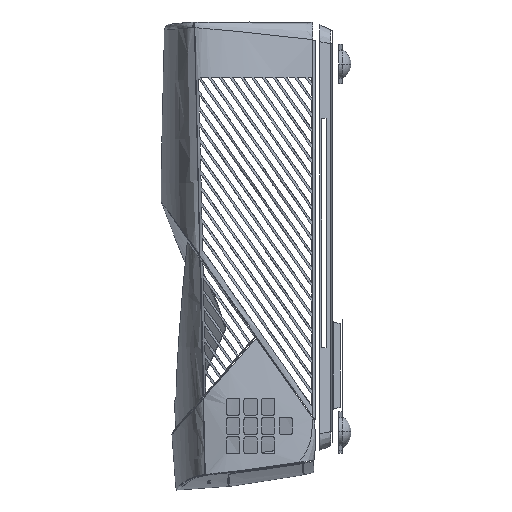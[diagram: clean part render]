
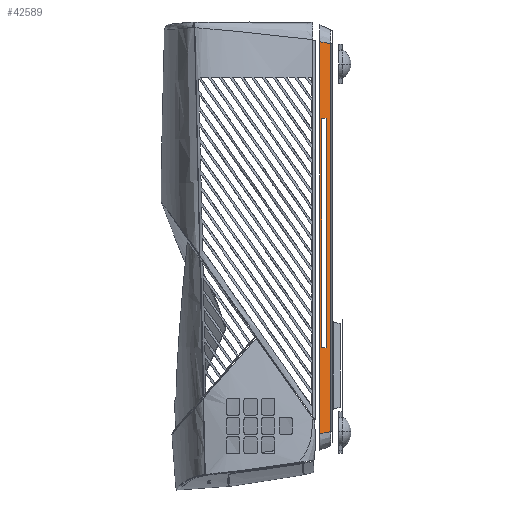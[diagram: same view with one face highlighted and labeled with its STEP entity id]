
A CAD part, left-side view. The second image highlights one B-rep face of the part: STEP entity #42589.
In plain terms, the highlighted planar face has unit normal (-0.916, -0.402, 0).
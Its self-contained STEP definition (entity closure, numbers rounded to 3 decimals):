
#36170=DIRECTION('',(0.,0.,1.));
#36171=VECTOR('',#36170,324.075);
#36172=CARTESIAN_POINT('',(-212.759,-68.651,
-238.353));
#36173=LINE('',#36172,#36171);
#36174=DIRECTION('',(0.396,-0.903,-0.164));
#36175=VECTOR('',#36174,10.023);
#36176=CARTESIAN_POINT('',(-212.759,-68.651,
85.723));
#36177=LINE('',#36176,#36175);
#36178=DIRECTION('',(0.,0.,-1.));
#36179=VECTOR('',#36178,320.883);
#36180=CARTESIAN_POINT('',(-208.787,-77.705,
84.076));
#36181=LINE('',#36180,#36179);
#36182=DIRECTION('',(-0.397,0.905,-0.154));
#36183=VECTOR('',#36182,10.007);
#36184=CARTESIAN_POINT('',(-208.787,-77.705,
-236.806));
#36185=LINE('',#36184,#36183);
#36186=DIRECTION('',(0.402,-0.916,0.));
#36187=VECTOR('',#36186,3.28);
#36188=CARTESIAN_POINT('',(-211.729,-70.998,
-167.5));
#36189=LINE('',#36188,#36187);
#36190=CARTESIAN_POINT('',(-210.412,-74.002,
-167.5));
#36191=CARTESIAN_POINT('',(-210.394,-74.042,
-167.5));
#36192=CARTESIAN_POINT('',(-210.362,-74.114,
-167.49));
#36193=CARTESIAN_POINT('',(-210.309,-74.236,
-167.446));
#36194=CARTESIAN_POINT('',(-210.256,-74.357,
-167.357));
#36195=CARTESIAN_POINT('',(-210.217,-74.445,
-167.232));
#36196=CARTESIAN_POINT('',(-210.198,-74.489,
-167.104));
#36197=CARTESIAN_POINT('',(-210.193,-74.5,
-167.027));
#36198=CARTESIAN_POINT('',(-210.193,-74.5,
-166.982));
#36200=DIRECTION('',(0.,0.,1.));
#36201=VECTOR('',#36200,188.965);
#36202=CARTESIAN_POINT('',(-210.193,-74.5,
-166.982));
#36203=LINE('',#36202,#36201);
#36204=CARTESIAN_POINT('',(-210.193,-74.5,
21.982));
#36205=CARTESIAN_POINT('',(-210.193,-74.5,
22.027));
#36206=CARTESIAN_POINT('',(-210.198,-74.489,
22.104));
#36207=CARTESIAN_POINT('',(-210.217,-74.445,
22.232));
#36208=CARTESIAN_POINT('',(-210.256,-74.357,
22.357));
#36209=CARTESIAN_POINT('',(-210.309,-74.236,
22.446));
#36210=CARTESIAN_POINT('',(-210.362,-74.114,
22.49));
#36211=CARTESIAN_POINT('',(-210.394,-74.042,
22.5));
#36212=CARTESIAN_POINT('',(-210.412,-74.002,
22.5));
#36214=DIRECTION('',(-0.402,0.916,0.));
#36215=VECTOR('',#36214,3.28);
#36216=CARTESIAN_POINT('',(-210.412,-74.002,
22.5));
#36217=LINE('',#36216,#36215);
#36218=CARTESIAN_POINT('',(-211.729,-70.998,
22.5));
#36219=CARTESIAN_POINT('',(-211.764,-70.92,
22.5));
#36220=CARTESIAN_POINT('',(-211.82,-70.792,
22.47));
#36221=CARTESIAN_POINT('',(-211.884,-70.644,
22.375));
#36222=CARTESIAN_POINT('',(-211.923,-70.556,
22.258));
#36223=CARTESIAN_POINT('',(-211.943,-70.511,
22.137));
#36224=CARTESIAN_POINT('',(-211.948,-70.5,
22.063));
#36225=CARTESIAN_POINT('',(-211.948,-70.5,
22.021));
#36227=DIRECTION('',(0.,0.,-1.));
#36228=VECTOR('',#36227,189.041);
#36229=CARTESIAN_POINT('',(-211.948,-70.5,
22.021));
#36230=LINE('',#36229,#36228);
#36231=CARTESIAN_POINT('',(-211.948,-70.5,
-167.021));
#36232=CARTESIAN_POINT('',(-211.948,-70.5,
-167.063));
#36233=CARTESIAN_POINT('',(-211.943,-70.511,
-167.137));
#36234=CARTESIAN_POINT('',(-211.923,-70.556,
-167.258));
#36235=CARTESIAN_POINT('',(-211.884,-70.644,
-167.375));
#36236=CARTESIAN_POINT('',(-211.82,-70.792,
-167.469));
#36237=CARTESIAN_POINT('',(-211.764,-70.92,
-167.5));
#36238=CARTESIAN_POINT('',(-211.729,-70.998,
-167.5));
#40250=CARTESIAN_POINT('',(-211.948,-70.5,
22.021));
#40251=CARTESIAN_POINT('',(-211.948,-70.5,
-167.021));
#40252=VERTEX_POINT('',#40250);
#40253=VERTEX_POINT('',#40251);
#40254=CARTESIAN_POINT('',(-210.193,-74.5,
-166.982));
#40255=CARTESIAN_POINT('',(-210.193,-74.5,
21.982));
#40256=VERTEX_POINT('',#40254);
#40257=VERTEX_POINT('',#40255);
#40258=VERTEX_POINT('',#36212);
#40259=CARTESIAN_POINT('',(-211.729,-70.998,
22.5));
#40260=VERTEX_POINT('',#40259);
#40261=CARTESIAN_POINT('',(-212.759,-68.651,
85.723));
#40262=CARTESIAN_POINT('',(-212.759,-68.651,
-238.353));
#40263=VERTEX_POINT('',#40261);
#40264=VERTEX_POINT('',#40262);
#40265=CARTESIAN_POINT('',(-208.787,-77.705,
84.076));
#40266=VERTEX_POINT('',#40265);
#40267=CARTESIAN_POINT('',(-208.787,-77.705,
-236.806));
#40268=VERTEX_POINT('',#40267);
#40269=CARTESIAN_POINT('',(-210.412,-74.002,
-167.5));
#40270=CARTESIAN_POINT('',(-211.729,-70.998,
-167.5));
#40271=VERTEX_POINT('',#40269);
#40272=VERTEX_POINT('',#40270);
#42556=CARTESIAN_POINT('',(-210.413,-74.,
-76.345));
#42557=DIRECTION('',(-0.916,-0.402,0.));
#42558=DIRECTION('',(0.,0.,-1.));
#42559=AXIS2_PLACEMENT_3D('',#42556,#42557,#42558);
#42560=PLANE('',#42559);
#42562=ORIENTED_EDGE('',*,*,#42561,.T.);
#42564=ORIENTED_EDGE('',*,*,#42563,.T.);
#42566=ORIENTED_EDGE('',*,*,#42565,.T.);
#42568=ORIENTED_EDGE('',*,*,#42567,.T.);
#42569=EDGE_LOOP('',(#42562,#42564,#42566,#42568));
#42570=FACE_OUTER_BOUND('',#42569,.F.);
#42572=ORIENTED_EDGE('',*,*,#42571,.T.);
#42574=ORIENTED_EDGE('',*,*,#42573,.T.);
#42576=ORIENTED_EDGE('',*,*,#42575,.T.);
#42578=ORIENTED_EDGE('',*,*,#42577,.T.);
#42580=ORIENTED_EDGE('',*,*,#42579,.T.);
#42582=ORIENTED_EDGE('',*,*,#42581,.T.);
#42584=ORIENTED_EDGE('',*,*,#42583,.T.);
#42586=ORIENTED_EDGE('',*,*,#42585,.T.);
#42587=EDGE_LOOP('',(#42572,#42574,#42576,#42578,#42580,#42582,#42584,#42586));
#42588=FACE_BOUND('',#42587,.F.);
#36199=B_SPLINE_CURVE_WITH_KNOTS('',3,(#36190,#36191,#36192,#36193,#36194,
#36195,#36196,#36197,#36198),.UNSPECIFIED.,.F.,.F.,(4,1,1,1,1,1,4),(0.,
0.125,0.25,0.5,0.75,0.875,1.),.UNSPECIFIED.);
#36213=B_SPLINE_CURVE_WITH_KNOTS('',3,(#36204,#36205,#36206,#36207,#36208,
#36209,#36210,#36211,#36212),.UNSPECIFIED.,.F.,.F.,(4,1,1,1,1,1,4),(0.,
0.125,0.25,0.5,0.75,0.875,1.),.UNSPECIFIED.);
#36226=B_SPLINE_CURVE_WITH_KNOTS('',3,(#36218,#36219,#36220,#36221,#36222,
#36223,#36224,#36225),.UNSPECIFIED.,.F.,.F.,(4,1,1,1,1,4),(0.,0.25,0.5,
0.75,0.875,1.),.UNSPECIFIED.);
#36239=B_SPLINE_CURVE_WITH_KNOTS('',3,(#36231,#36232,#36233,#36234,#36235,
#36236,#36237,#36238),.UNSPECIFIED.,.F.,.F.,(4,1,1,1,1,4),(0.,0.125,0.25,
0.5,0.75,1.),.UNSPECIFIED.);
#42561=EDGE_CURVE('',#40264,#40263,#36173,.T.);
#42563=EDGE_CURVE('',#40263,#40266,#36177,.T.);
#42565=EDGE_CURVE('',#40266,#40268,#36181,.T.);
#42567=EDGE_CURVE('',#40268,#40264,#36185,.T.);
#42571=EDGE_CURVE('',#40272,#40271,#36189,.T.);
#42573=EDGE_CURVE('',#40271,#40256,#36199,.T.);
#42575=EDGE_CURVE('',#40256,#40257,#36203,.T.);
#42577=EDGE_CURVE('',#40257,#40258,#36213,.T.);
#42579=EDGE_CURVE('',#40258,#40260,#36217,.T.);
#42581=EDGE_CURVE('',#40260,#40252,#36226,.T.);
#42583=EDGE_CURVE('',#40252,#40253,#36230,.T.);
#42585=EDGE_CURVE('',#40253,#40272,#36239,.T.);
#42589=ADVANCED_FACE('',(#42570,#42588),#42560,.T.);
